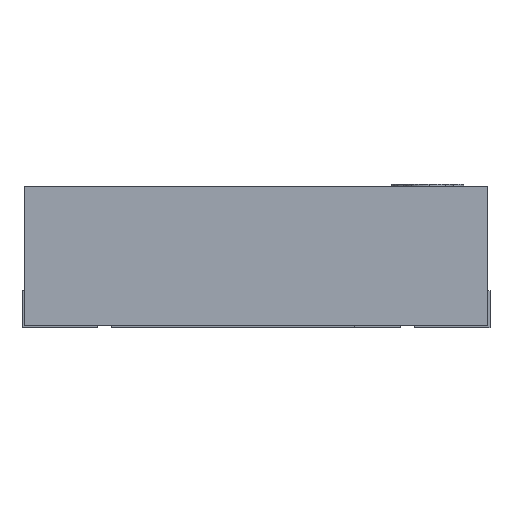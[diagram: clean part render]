
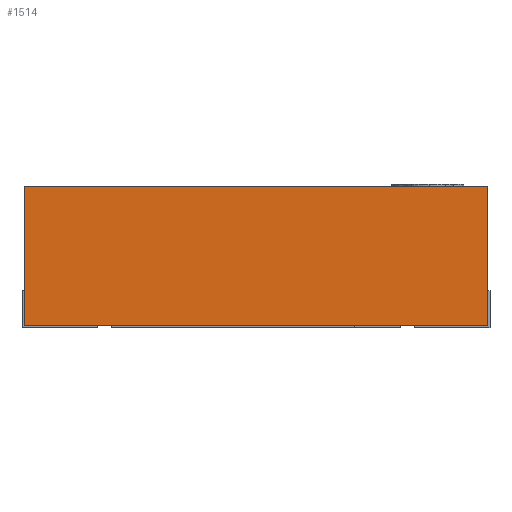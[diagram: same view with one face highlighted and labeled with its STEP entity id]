
A CAD part, left-side view. The second image highlights one B-rep face of the part: STEP entity #1514.
In plain terms, the highlighted planar face has unit normal (-1, 0, 0).
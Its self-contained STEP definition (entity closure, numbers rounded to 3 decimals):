
#1172 = CARTESIAN_POINT ( 'NONE',  ( -1., 1., 0. ) ) ;
#1514 = ADVANCED_FACE ( 'NONE', ( #6133 ), #5987, .F. ) ;
#1920 = DIRECTION ( 'NONE',  ( 0., -1., 0. ) ) ;
#2778 = DIRECTION ( 'NONE',  ( 0., 0., -1. ) ) ;
#2936 = VECTOR ( 'NONE', #2778, 1000. ) ;
#2992 = ORIENTED_EDGE ( 'NONE', *, *, #7299, .T. ) ;
#3016 = VERTEX_POINT ( 'NONE', #10959 ) ;
#3138 = ORIENTED_EDGE ( 'NONE', *, *, #5192, .T. ) ;
#3997 = EDGE_CURVE ( 'NONE', #3016, #13055, #10116, .T. ) ;
#4097 = CARTESIAN_POINT ( 'NONE',  ( -1., 1., 0. ) ) ;
#4952 = DIRECTION ( 'NONE',  ( 1., 0., 0. ) ) ;
#5192 = EDGE_CURVE ( 'NONE', #11135, #8744, #7326, .T. ) ;
#5841 = VECTOR ( 'NONE', #11514, 1000. ) ;
#5987 = PLANE ( 'NONE',  #12311 ) ;
#6133 = FACE_OUTER_BOUND ( 'NONE', #6827, .T. ) ;
#6353 = VECTOR ( 'NONE', #9512, 1000. ) ;
#6447 = EDGE_CURVE ( 'NONE', #13055, #8744, #10988, .T. ) ;
#6754 = VECTOR ( 'NONE', #1920, 1000. ) ;
#6827 = EDGE_LOOP ( 'NONE', ( #3138, #7817, #7089, #2992 ) ) ;
#7089 = ORIENTED_EDGE ( 'NONE', *, *, #3997, .F. ) ;
#7299 = EDGE_CURVE ( 'NONE', #3016, #11135, #7337, .T. ) ;
#7326 = LINE ( 'NONE', #4097, #6353 ) ;
#7337 = LINE ( 'NONE', #10273, #5841 ) ;
#7370 = CARTESIAN_POINT ( 'NONE',  ( -1., 1., 0.6 ) ) ;
#7817 = ORIENTED_EDGE ( 'NONE', *, *, #6447, .F. ) ;
#8040 = CARTESIAN_POINT ( 'NONE',  ( -1., -1., 0.6 ) ) ;
#8744 = VERTEX_POINT ( 'NONE', #9316 ) ;
#9316 = CARTESIAN_POINT ( 'NONE',  ( -1., -1., 0. ) ) ;
#9512 = DIRECTION ( 'NONE',  ( 0., -1., 0. ) ) ;
#10116 = LINE ( 'NONE', #10402, #6754 ) ;
#10273 = CARTESIAN_POINT ( 'NONE',  ( -1., 1., 0.6 ) ) ;
#10402 = CARTESIAN_POINT ( 'NONE',  ( -1., 1., 0.6 ) ) ;
#10959 = CARTESIAN_POINT ( 'NONE',  ( -1., 1., 0.6 ) ) ;
#10988 = LINE ( 'NONE', #8040, #2936 ) ;
#11135 = VERTEX_POINT ( 'NONE', #1172 ) ;
#11514 = DIRECTION ( 'NONE',  ( 0., 0., -1. ) ) ;
#12202 = CARTESIAN_POINT ( 'NONE',  ( -1., -1., 0.6 ) ) ;
#12311 = AXIS2_PLACEMENT_3D ( 'NONE', #7370, #4952, #13311 ) ;
#13055 = VERTEX_POINT ( 'NONE', #12202 ) ;
#13311 = DIRECTION ( 'NONE',  ( 0., 1., 0. ) ) ;
